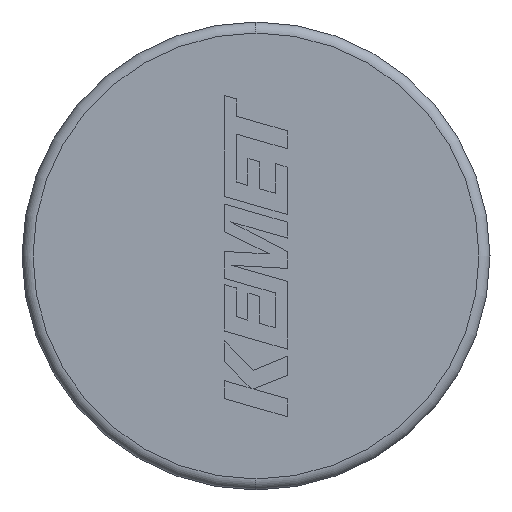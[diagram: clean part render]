
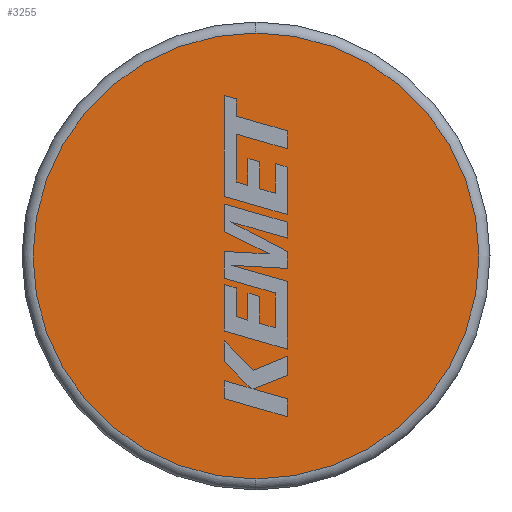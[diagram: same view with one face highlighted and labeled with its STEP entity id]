
A CAD part, left-side view. The second image highlights one B-rep face of the part: STEP entity #3255.
In plain terms, the highlighted planar face has unit normal (-1, 0, 0).
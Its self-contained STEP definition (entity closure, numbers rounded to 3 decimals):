
#58 = AXIS2_PLACEMENT_3D ( 'NONE', #2453, #2998, #1661 ) ;
#110 = ORIENTED_EDGE ( 'NONE', *, *, #1233, .T. ) ;
#159 = ORIENTED_EDGE ( 'NONE', *, *, #2777, .T. ) ;
#280 = DIRECTION ( 'NONE',  ( -1., 0., 0. ) ) ;
#631 = PLANE ( 'NONE',  #58 ) ;
#791 = VERTEX_POINT ( 'NONE', #1393 ) ;
#1172 = EDGE_LOOP ( 'NONE', ( #110, #159 ) ) ;
#1233 = EDGE_CURVE ( 'NONE', #1983, #791, #2176, .T. ) ;
#1337 = CARTESIAN_POINT ( 'NONE',  ( 0., 0., 0. ) ) ;
#1393 = CARTESIAN_POINT ( 'NONE',  ( 0., 0., 4.05 ) ) ;
#1413 = CARTESIAN_POINT ( 'NONE',  ( 0., 0., -4.05 ) ) ;
#1661 = DIRECTION ( 'NONE',  ( 0., 0., -1. ) ) ;
#1803 = CARTESIAN_POINT ( 'NONE',  ( 0., 0., 0. ) ) ;
#1971 = AXIS2_PLACEMENT_3D ( 'NONE', #1337, #280, #3205 ) ;
#1983 = VERTEX_POINT ( 'NONE', #1413 ) ;
#2051 = FACE_OUTER_BOUND ( 'NONE', #1172, .T. ) ;
#2176 = CIRCLE ( 'NONE', #1971, 4.05 ) ;
#2453 = CARTESIAN_POINT ( 'NONE',  ( 0., 0., 0. ) ) ;
#2777 = EDGE_CURVE ( 'NONE', #791, #1983, #3220, .T. ) ;
#2843 = DIRECTION ( 'NONE',  ( -1., 0., 0. ) ) ;
#2998 = DIRECTION ( 'NONE',  ( 1., 0., 0. ) ) ;
#3205 = DIRECTION ( 'NONE',  ( 0., 0., -1. ) ) ;
#3220 = CIRCLE ( 'NONE', #3242, 4.05 ) ;
#3242 = AXIS2_PLACEMENT_3D ( 'NONE', #1803, #2843, #3384 ) ;
#3255 = ADVANCED_FACE ( 'NONE', ( #2051 ), #631, .F. ) ;
#3384 = DIRECTION ( 'NONE',  ( 0., 0., -1. ) ) ;
